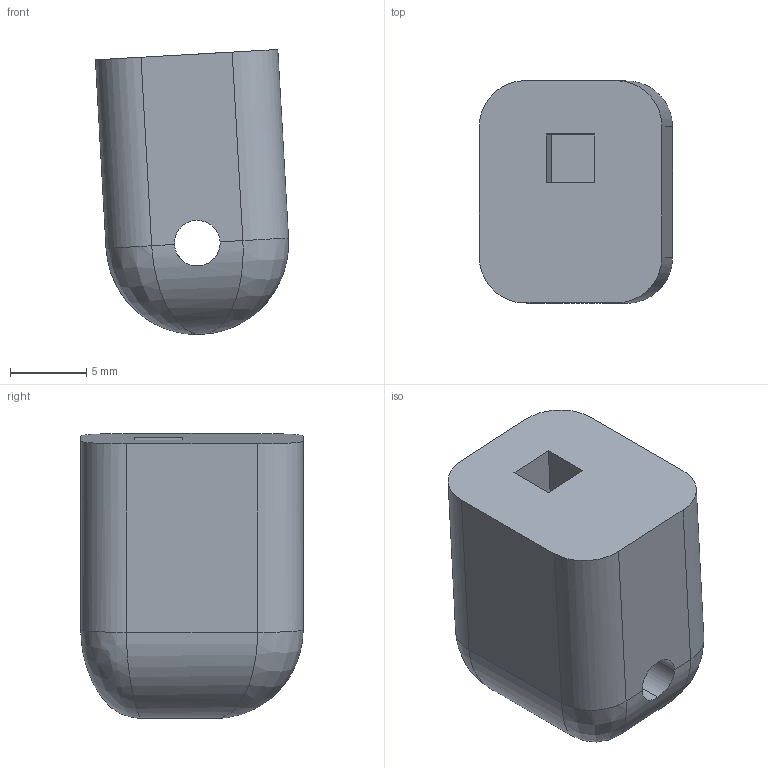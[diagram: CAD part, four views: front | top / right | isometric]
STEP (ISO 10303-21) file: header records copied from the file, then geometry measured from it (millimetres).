
FILE_DESCRIPTION (( 'STEP AP203' ), '1' );
FILE_NAME ('Base P.step_Predeterminado_sldprt.STEP', '2025-01-30T00:13:27', ( '' ), ( '' ), 'SwSTEP 2.0', 'SolidWorks 2025', '' );
FILE_SCHEMA (( 'CONFIG_CONTROL_DESIGN' ));
Length unit declared in the file: millimetre
Products named in the file (1): Base P.step_Predeterminado_sldprt
Bounding box: 12.69 x 14.6 x 18.72 mm (x, y, z)
Volume: 2609.9 mm3; surface area: 1292.3 mm2
Topology: 1 solids, 1 shells, 23 faces, 58 edges, 34 vertices
Faces by surface type: cylinder 10, plane 10, bspline 3
Entity records: 2174 total; most frequent: CARTESIAN_POINT 1588, ORIENTED_EDGE 112, DIRECTION 91, EDGE_CURVE 56, VERTEX_POINT 34, LINE 33, VECTOR 33, AXIS2_PLACEMENT_3D 29
